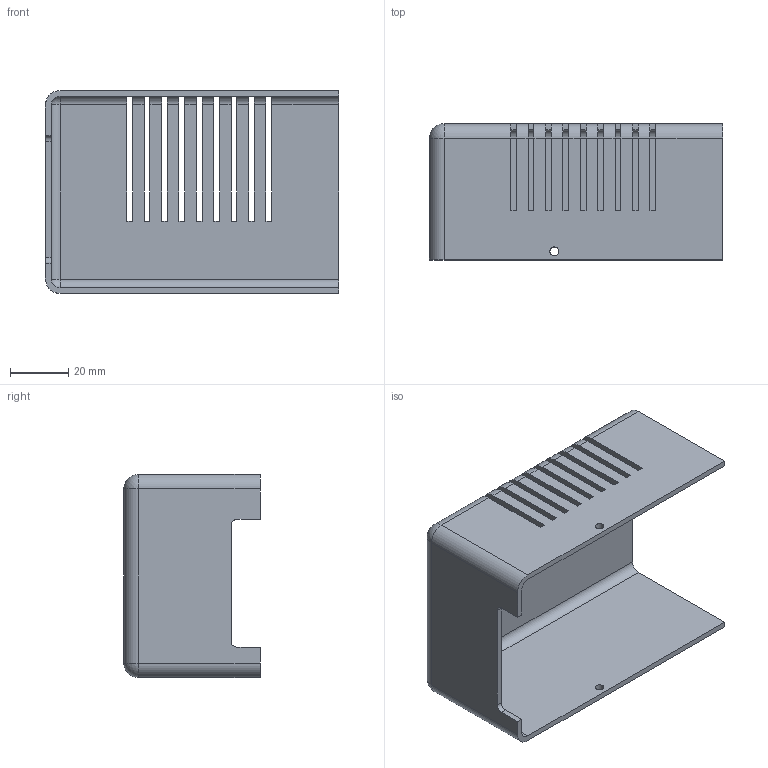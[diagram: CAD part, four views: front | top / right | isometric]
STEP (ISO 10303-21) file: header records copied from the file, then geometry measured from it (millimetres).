
FILE_DESCRIPTION(('FreeCAD Model'),'2;1');
FILE_NAME('Lid.step','2016-06-17T18:41:41', ('Author'),(''),'Open CASCADE STEP processor 6.9','FreeCAD','Unknown' );
FILE_SCHEMA(('AUTOMOTIVE_DESIGN_CC2 { 1 2 10303 214 -1 1 5 4 }'));
Length unit declared in the file: millimetre
Products named in the file (2): ASSEMBLY; ElecHolderLid
Assembly tree (1 placements, depth 2):
  ASSEMBLY
    ElecHolderLid
Bounding box: 101 x 47 x 70 mm (x, y, z)
Volume: 33290 mm3; surface area: 37460.5 mm2
Topology: 1 solids, 1 shells, 218 faces, 651 edges, 430 vertices
Faces by surface type: plane 146, extrusion 36, cylinder 32, sphere 4
Full cylindrical faces by diameter (mm): 3 x2
Entity records: 16165 total; most frequent: CARTESIAN_POINT 3669, DIRECTION 2109, VECTOR 1607, LINE 1571, ORIENTED_EDGE 1302, PCURVE 1302, DEFINITIONAL_REPRESENTATION 1302, EDGE_CURVE 651
